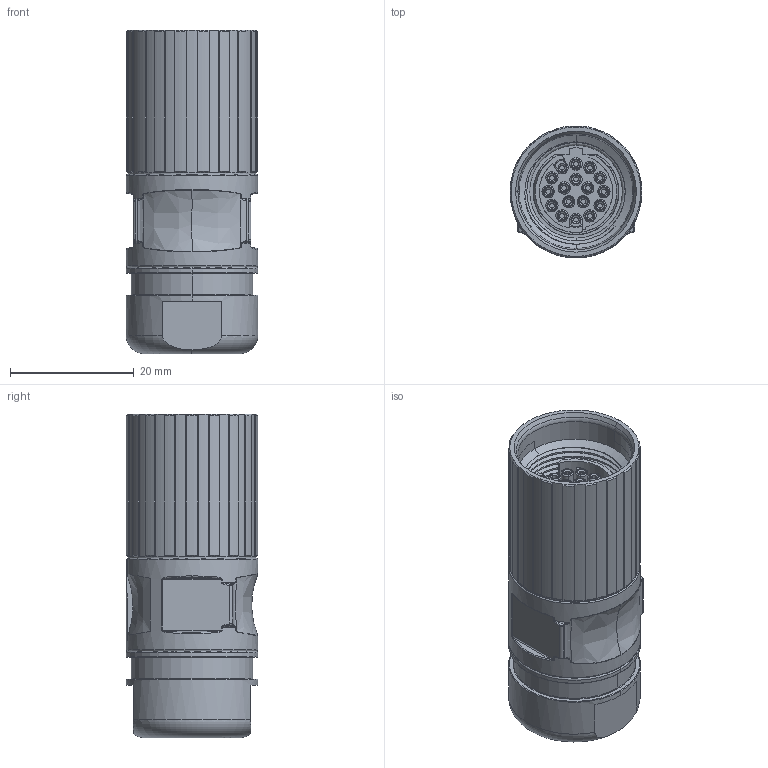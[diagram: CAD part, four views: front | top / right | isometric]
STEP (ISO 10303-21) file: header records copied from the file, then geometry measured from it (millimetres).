
FILE_DESCRIPTION((''),'2;1');
FILE_NAME('ST-17S1N8A8003_SW0001','2013-11-14T',('sstojkovic'),(''),'PRO/ENGINEER BY PARAMETRIC TECHNOLOGY CORPORATION, 2012480','PRO/ENGINEER BY PARAMETRIC TECHNOLOGY CORPORATION, 2012480','');
FILE_SCHEMA(('AUTOMOTIVE_DESIGN { 1 0 10303 214 1 1 1 1 }'));
Length unit declared in the file: millimetre
Products named in the file (1): ST-17S1N8A8003_SW0001
Bounding box: 21.3 x 21.3 x 52.3 mm (x, y, z)
Volume: 15070.3 mm3; surface area: 6690.7 mm2
Topology: 1 solids, 1 shells, 561 faces, 1362 edges, 843 vertices
Faces by surface type: cylinder 189, plane 147, cone 83, torus 72, bspline 60, sphere 10
Entity records: 23228 total; most frequent: CARTESIAN_POINT 10161, DIRECTION 2737, ORIENTED_EDGE 2724, EDGE_CURVE 1362, AXIS2_PLACEMENT_3D 1141, VERTEX_POINT 843, CIRCLE 640, EDGE_LOOP 605
